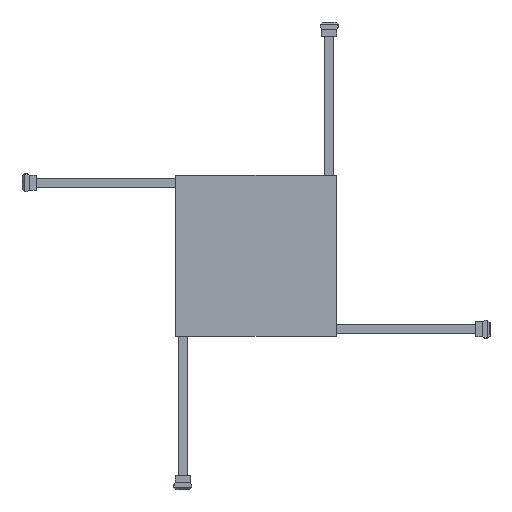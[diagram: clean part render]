
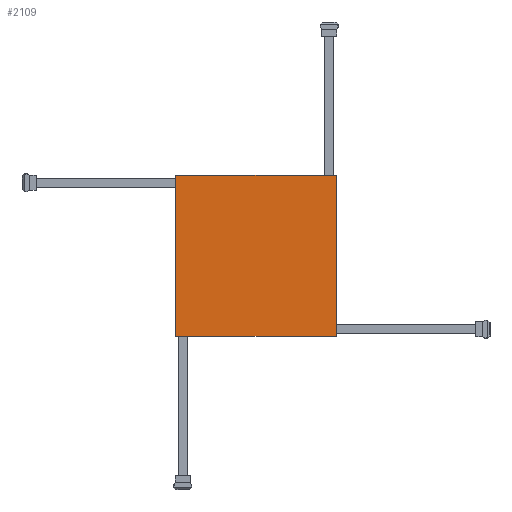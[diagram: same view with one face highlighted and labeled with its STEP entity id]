
A CAD part, top view. The second image highlights one B-rep face of the part: STEP entity #2109.
In plain terms, the highlighted planar face has unit normal (0, 0, 1).
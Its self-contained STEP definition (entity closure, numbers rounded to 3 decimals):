
#1542 = VERTEX_POINT('',#1543);
#1543 = CARTESIAN_POINT('',(-17.78,-17.78,0.));
#1551 = VERTEX_POINT('',#1552);
#1552 = CARTESIAN_POINT('',(-17.78,17.78,0.));
#1558 = EDGE_CURVE('',#1542,#1551,#1559,.T.);
#1559 = LINE('',#1560,#1561);
#1560 = CARTESIAN_POINT('',(-17.78,-17.78,0.));
#1561 = VECTOR('',#1562,1.);
#1562 = DIRECTION('',(0.,1.,0.));
#1573 = VERTEX_POINT('',#1574);
#1574 = CARTESIAN_POINT('',(17.78,-17.78,0.));
#1582 = EDGE_CURVE('',#1573,#1542,#1583,.T.);
#1583 = LINE('',#1584,#1585);
#1584 = CARTESIAN_POINT('',(17.78,-17.78,0.));
#1585 = VECTOR('',#1586,1.);
#1586 = DIRECTION('',(-1.,0.,0.));
#1599 = VERTEX_POINT('',#1600);
#1600 = CARTESIAN_POINT('',(17.78,17.78,0.));
#1606 = EDGE_CURVE('',#1551,#1599,#1607,.T.);
#1607 = LINE('',#1608,#1609);
#1608 = CARTESIAN_POINT('',(-17.78,17.78,0.));
#1609 = VECTOR('',#1610,1.);
#1610 = DIRECTION('',(1.,0.,0.));
#1623 = EDGE_CURVE('',#1599,#1573,#1624,.T.);
#1624 = LINE('',#1625,#1626);
#1625 = CARTESIAN_POINT('',(17.78,17.78,0.));
#1626 = VECTOR('',#1627,1.);
#1627 = DIRECTION('',(0.,-1.,0.));
#2109 = ADVANCED_FACE('',(#2110),#2116,.F.);
#2110 = FACE_BOUND('',#2111,.T.);
#2111 = EDGE_LOOP('',(#2112,#2113,#2114,#2115));
#2112 = ORIENTED_EDGE('',*,*,#1558,.F.);
#2113 = ORIENTED_EDGE('',*,*,#1582,.F.);
#2114 = ORIENTED_EDGE('',*,*,#1623,.F.);
#2115 = ORIENTED_EDGE('',*,*,#1606,.F.);
#2116 = PLANE('',#2117);
#2117 = AXIS2_PLACEMENT_3D('',#2118,#2119,#2120);
#2118 = CARTESIAN_POINT('',(0.,0.,0.));
#2119 = DIRECTION('',(0.,0.,-1.));
#2120 = DIRECTION('',(-1.,-0.,0.));
